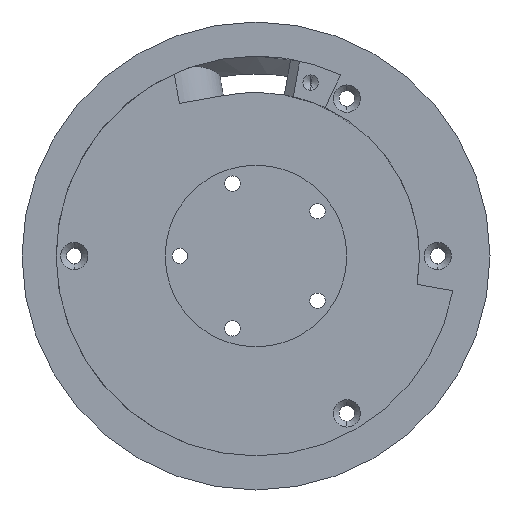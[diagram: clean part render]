
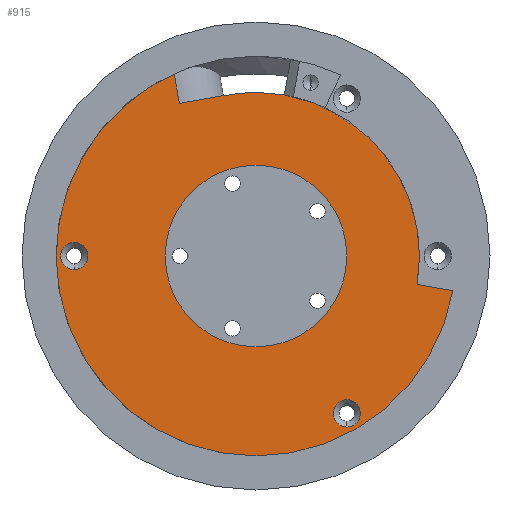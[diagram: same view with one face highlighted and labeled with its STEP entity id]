
A CAD part, left-side view. The second image highlights one B-rep face of the part: STEP entity #915.
In plain terms, the highlighted planar face has unit normal (-1, 0, 0).
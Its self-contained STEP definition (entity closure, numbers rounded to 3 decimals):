
#18 = CARTESIAN_POINT ( 'NONE',  ( 8., -35.453, -6.251 ) ) ;
#70 = CARTESIAN_POINT ( 'NONE',  ( 8., -6.251, 35.453 ) ) ;
#132 = AXIS2_PLACEMENT_3D ( 'NONE', #3072, #367, #2302 ) ;
#172 = CARTESIAN_POINT ( 'NONE',  ( 8., 40., 0. ) ) ;
#214 = CARTESIAN_POINT ( 'NONE',  ( 8., -20., -34.641 ) ) ;
#242 = DIRECTION ( 'NONE',  ( 0., 0., 1. ) ) ;
#266 = DIRECTION ( 'NONE',  ( 0., 0., -1. ) ) ;
#325 = ORIENTED_EDGE ( 'NONE', *, *, #2024, .F. ) ;
#349 = DIRECTION ( 'NONE',  ( 1., 0., 0. ) ) ;
#367 = DIRECTION ( 'NONE',  ( 1., 0., 0. ) ) ;
#378 = EDGE_CURVE ( 'NONE', #1206, #2289, #2888, .T. ) ;
#398 = DIRECTION ( 'NONE',  ( -1., 0., 0. ) ) ;
#476 = CARTESIAN_POINT ( 'NONE',  ( 8., 13.327, 34.206 ) ) ;
#507 = ORIENTED_EDGE ( 'NONE', *, *, #981, .F. ) ;
#529 = CARTESIAN_POINT ( 'NONE',  ( 8., 0., 0. ) ) ;
#539 = CARTESIAN_POINT ( 'NONE',  ( 8., 0., 0. ) ) ;
#548 = AXIS2_PLACEMENT_3D ( 'NONE', #172, #398, #951 ) ;
#552 = CIRCLE ( 'NONE', #3130, 44. ) ;
#566 = EDGE_CURVE ( 'NONE', #1478, #1767, #992, .T. ) ;
#578 = CARTESIAN_POINT ( 'NONE',  ( 8., 0., 20. ) ) ;
#627 = PLANE ( 'NONE',  #132 ) ;
#716 = CARTESIAN_POINT ( 'NONE',  ( 8., 0., -20. ) ) ;
#770 = EDGE_CURVE ( 'NONE', #1767, #1478, #2213, .T. ) ;
#789 = DIRECTION ( 'NONE',  ( 1., 0., 0. ) ) ;
#878 = AXIS2_PLACEMENT_3D ( 'NONE', #959, #3148, #2819 ) ;
#912 = FACE_OUTER_BOUND ( 'NONE', #2184, .T. ) ;
#915 = ADVANCED_FACE ( 'NONE', ( #3088, #1477, #912, #2018 ), #627, .F. ) ;
#944 = EDGE_CURVE ( 'NONE', #3117, #1041, #1119, .T. ) ;
#951 = DIRECTION ( 'NONE',  ( 0., 0., 1. ) ) ;
#959 = CARTESIAN_POINT ( 'NONE',  ( 8., 0., 0. ) ) ;
#981 = EDGE_CURVE ( 'NONE', #1152, #2107, #1815, .T. ) ;
#992 = CIRCLE ( 'NONE', #878, 20. ) ;
#1007 = CARTESIAN_POINT ( 'NONE',  ( 8., -2.106, 36.184 ) ) ;
#1041 = VERTEX_POINT ( 'NONE', #2631 ) ;
#1055 = DIRECTION ( 'NONE',  ( 0., 0., -1. ) ) ;
#1056 = EDGE_CURVE ( 'NONE', #3117, #2433, #1539, .T. ) ;
#1090 = CARTESIAN_POINT ( 'NONE',  ( 8., -20., -34.641 ) ) ;
#1119 = CIRCLE ( 'NONE', #3235, 36. ) ;
#1121 = LINE ( 'NONE', #18, #2741 ) ;
#1122 = VECTOR ( 'NONE', #1266, 1000. ) ;
#1124 = DIRECTION ( 'NONE',  ( 0., 0., -1. ) ) ;
#1152 = VERTEX_POINT ( 'NONE', #3549 ) ;
#1154 = ORIENTED_EDGE ( 'NONE', *, *, #2773, .F. ) ;
#1156 = VERTEX_POINT ( 'NONE', #2989 ) ;
#1179 = CIRCLE ( 'NONE', #3178, 3. ) ;
#1206 = VERTEX_POINT ( 'NONE', #3003 ) ;
#1260 = ORIENTED_EDGE ( 'NONE', *, *, #566, .T. ) ;
#1266 = DIRECTION ( 'NONE',  ( 0., 0.174, 0.985 ) ) ;
#1324 = EDGE_CURVE ( 'NONE', #2823, #1156, #1179, .T. ) ;
#1325 = LINE ( 'NONE', #2692, #1122 ) ;
#1353 = AXIS2_PLACEMENT_3D ( 'NONE', #214, #2341, #1534 ) ;
#1364 = CARTESIAN_POINT ( 'NONE',  ( 8., 18.022, 40.14 ) ) ;
#1455 = DIRECTION ( 'NONE',  ( 0., 0., -1. ) ) ;
#1475 = CARTESIAN_POINT ( 'NONE',  ( 8., 0., -44. ) ) ;
#1477 = FACE_BOUND ( 'NONE', #2856, .T. ) ;
#1478 = VERTEX_POINT ( 'NONE', #716 ) ;
#1534 = DIRECTION ( 'NONE',  ( 0., 0., 1. ) ) ;
#1539 =( BOUNDED_CURVE ( )  B_SPLINE_CURVE ( 3, ( #3465, #1007, #2108, #3196, #2935, #476, #1567 ),
 .UNSPECIFIED., .F., .F. ) 
 B_SPLINE_CURVE_WITH_KNOTS ( ( 4, 3, 4 ),
 ( 0., 0.013, 0.023 ),
 .UNSPECIFIED. ) 
 CURVE ( )  GEOMETRIC_REPRESENTATION_ITEM ( )  RATIONAL_B_SPLINE_CURVE ( ( 1., 0.99, 0.99, 1., 1., 1., 1. ) ) 
 REPRESENTATION_ITEM ( '' )  );
#1567 = CARTESIAN_POINT ( 'NONE',  ( 8., 16.866, 33.582 ) ) ;
#1589 = EDGE_CURVE ( 'NONE', #2433, #1730, #1325, .T. ) ;
#1617 = DIRECTION ( 'NONE',  ( -1., 0., 0. ) ) ;
#1641 = ORIENTED_EDGE ( 'NONE', *, *, #944, .F. ) ;
#1654 = CIRCLE ( 'NONE', #3478, 3. ) ;
#1685 = DIRECTION ( 'NONE',  ( 1., 0., 0. ) ) ;
#1730 = VERTEX_POINT ( 'NONE', #1364 ) ;
#1733 = DIRECTION ( 'NONE',  ( 0., 0., 1. ) ) ;
#1744 = AXIS2_PLACEMENT_3D ( 'NONE', #1976, #2771, #266 ) ;
#1767 = VERTEX_POINT ( 'NONE', #578 ) ;
#1815 = CIRCLE ( 'NONE', #1353, 3. ) ;
#1824 = CIRCLE ( 'NONE', #548, 3. ) ;
#1827 = ORIENTED_EDGE ( 'NONE', *, *, #378, .F. ) ;
#1929 = ORIENTED_EDGE ( 'NONE', *, *, #1324, .F. ) ;
#1956 = DIRECTION ( 'NONE',  ( 0., -0.985, -0.174 ) ) ;
#1976 = CARTESIAN_POINT ( 'NONE',  ( 8., 0., 0. ) ) ;
#2015 = DIRECTION ( 'NONE',  ( -1., 0., 0. ) ) ;
#2018 = FACE_BOUND ( 'NONE', #3250, .T. ) ;
#2024 = EDGE_CURVE ( 'NONE', #1041, #1206, #1121, .T. ) ;
#2107 = VERTEX_POINT ( 'NONE', #3505 ) ;
#2108 = CARTESIAN_POINT ( 'NONE',  ( 8., 2.103, 36.184 ) ) ;
#2154 = ORIENTED_EDGE ( 'NONE', *, *, #2423, .F. ) ;
#2181 = CARTESIAN_POINT ( 'NONE',  ( 8., 40., 3. ) ) ;
#2184 = EDGE_LOOP ( 'NONE', ( #2972, #3286, #1154, #1827, #325, #1641 ) ) ;
#2213 = CIRCLE ( 'NONE', #3009, 20. ) ;
#2252 = CARTESIAN_POINT ( 'NONE',  ( 8., 0., 0. ) ) ;
#2287 = CARTESIAN_POINT ( 'NONE',  ( 8., 40., 0. ) ) ;
#2289 = VERTEX_POINT ( 'NONE', #1475 ) ;
#2302 = DIRECTION ( 'NONE',  ( 0., 0., -1. ) ) ;
#2317 = CARTESIAN_POINT ( 'NONE',  ( 8., 16.866, 33.582 ) ) ;
#2341 = DIRECTION ( 'NONE',  ( -1., 0., 0. ) ) ;
#2423 = EDGE_CURVE ( 'NONE', #1156, #2823, #1824, .T. ) ;
#2433 = VERTEX_POINT ( 'NONE', #2317 ) ;
#2631 = CARTESIAN_POINT ( 'NONE',  ( 8., -35.453, -6.251 ) ) ;
#2692 = CARTESIAN_POINT ( 'NONE',  ( 8., 10.617, -1.871 ) ) ;
#2741 = VECTOR ( 'NONE', #1956, 1000. ) ;
#2771 = DIRECTION ( 'NONE',  ( 1., 0., 0. ) ) ;
#2773 = EDGE_CURVE ( 'NONE', #2289, #1730, #552, .T. ) ;
#2782 = EDGE_LOOP ( 'NONE', ( #2786, #507 ) ) ;
#2786 = ORIENTED_EDGE ( 'NONE', *, *, #3032, .F. ) ;
#2819 = DIRECTION ( 'NONE',  ( 0., 0., -1. ) ) ;
#2823 = VERTEX_POINT ( 'NONE', #2181 ) ;
#2856 = EDGE_LOOP ( 'NONE', ( #1929, #2154 ) ) ;
#2884 = ORIENTED_EDGE ( 'NONE', *, *, #770, .T. ) ;
#2888 = CIRCLE ( 'NONE', #1744, 44. ) ;
#2935 = CARTESIAN_POINT ( 'NONE',  ( 8., 9.788, 34.83 ) ) ;
#2972 = ORIENTED_EDGE ( 'NONE', *, *, #1056, .T. ) ;
#2989 = CARTESIAN_POINT ( 'NONE',  ( 8., 40., -3. ) ) ;
#3003 = CARTESIAN_POINT ( 'NONE',  ( 8., -43.332, -7.641 ) ) ;
#3009 = AXIS2_PLACEMENT_3D ( 'NONE', #539, #1685, #1124 ) ;
#3032 = EDGE_CURVE ( 'NONE', #2107, #1152, #1654, .T. ) ;
#3072 = CARTESIAN_POINT ( 'NONE',  ( 8., 0., 0. ) ) ;
#3088 = FACE_BOUND ( 'NONE', #2782, .T. ) ;
#3117 = VERTEX_POINT ( 'NONE', #70 ) ;
#3130 = AXIS2_PLACEMENT_3D ( 'NONE', #529, #789, #1055 ) ;
#3148 = DIRECTION ( 'NONE',  ( 1., 0., 0. ) ) ;
#3178 = AXIS2_PLACEMENT_3D ( 'NONE', #2287, #2015, #1733 ) ;
#3196 = CARTESIAN_POINT ( 'NONE',  ( 8., 6.249, 35.454 ) ) ;
#3235 = AXIS2_PLACEMENT_3D ( 'NONE', #2252, #349, #1455 ) ;
#3250 = EDGE_LOOP ( 'NONE', ( #2884, #1260 ) ) ;
#3286 = ORIENTED_EDGE ( 'NONE', *, *, #1589, .T. ) ;
#3465 = CARTESIAN_POINT ( 'NONE',  ( 8., -6.251, 35.453 ) ) ;
#3478 = AXIS2_PLACEMENT_3D ( 'NONE', #1090, #1617, #242 ) ;
#3505 = CARTESIAN_POINT ( 'NONE',  ( 8., -20., -31.641 ) ) ;
#3549 = CARTESIAN_POINT ( 'NONE',  ( 8., -20., -37.641 ) ) ;
